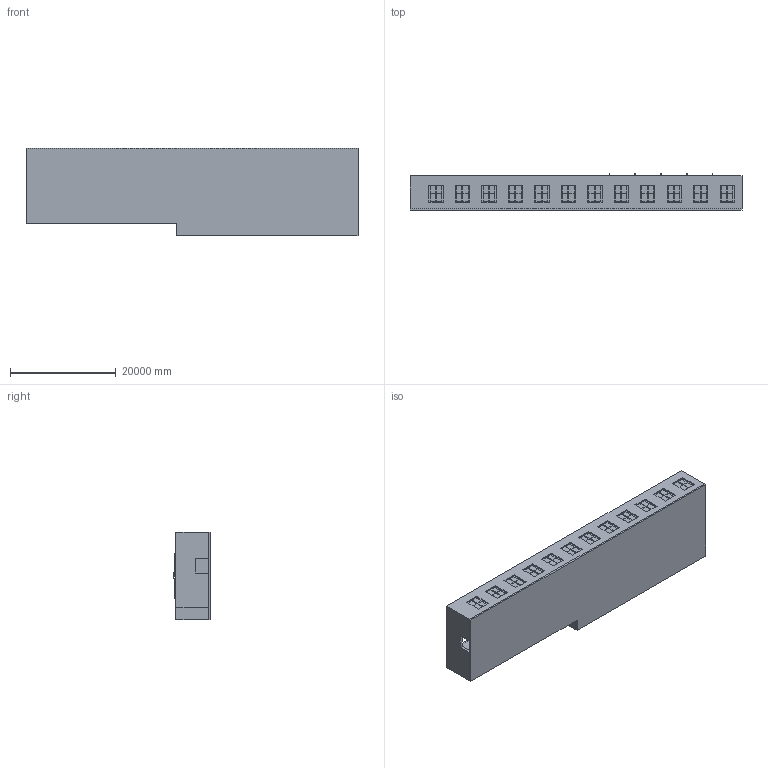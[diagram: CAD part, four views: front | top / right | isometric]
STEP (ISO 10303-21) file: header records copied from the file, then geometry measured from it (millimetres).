
FILE_DESCRIPTION(/* description */ (''),/* implementation_level */ '2;1');
FILE_NAME(/* name */ 'Kindl Top Floor Building.stp',/* time_stamp */ '2016-08-24T22:41:29+02:00',/* author */ (''),/* organization */ (''),/* preprocessor_version */ 'ST-DEVELOPER v16.5',/* originating_system */ 'Autodesk Translation Framework v5.1.0.3141',/* authorisation */ '');
FILE_SCHEMA (('AUTOMOTIVE_DESIGN { 1 0 10303 214 3 1 1 }'));
Length unit declared in the file: centimetre
Products named in the file (8): Kindl Top Floor Building v4; Walls; Floor; Component4; Component5; Component6; CoWorking; Window Assembly
Assembly tree (26 placements, depth 2):
  Kindl Top Floor Building v4
    Walls
    Floor
    Component4
    Component5  x5
    Component6  x5
    Window Assembly  x12
    CoWorking
Bounding box: 62730 x 6870 x 16550 mm (x, y, z)
Volume: 857031016956.8 mm3; surface area: 4934321899.1 mm2
Topology: 78 solids, 78 shells, 1068 faces, 2723 edges, 1805 vertices
Faces by surface type: plane 1063, cylinder 5
Full cylindrical faces by diameter (mm): 50 x5
Entity records: 7953 total; most frequent: CARTESIAN_POINT 1371, ORIENTED_EDGE 1320, DIRECTION 1214, EDGE_CURVE 658, LINE 654, VECTOR 654, VERTEX_POINT 437, EDGE_LOOP 309
